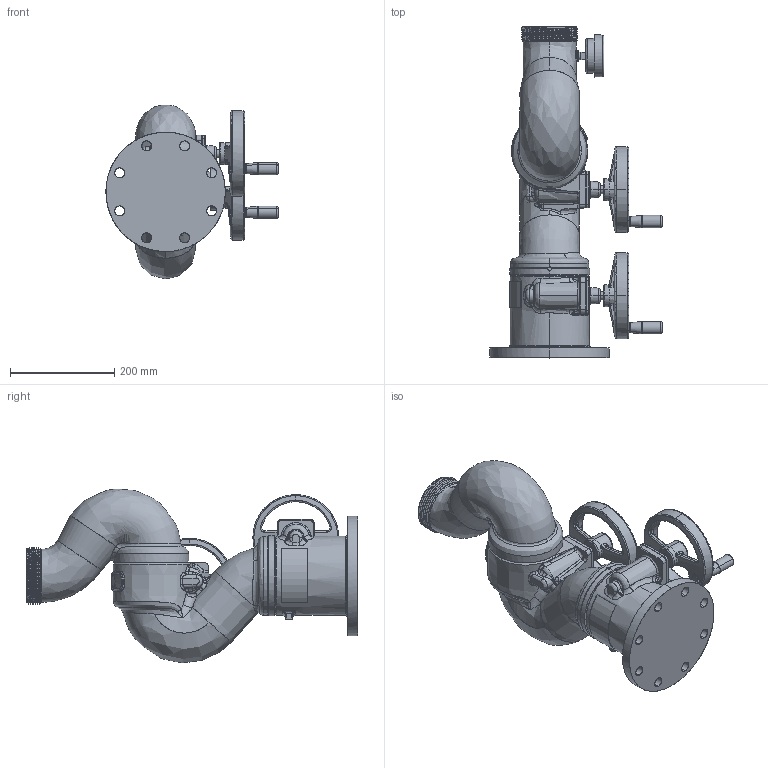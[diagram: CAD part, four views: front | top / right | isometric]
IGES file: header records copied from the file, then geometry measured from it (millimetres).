
Start section: SolidWorks IGES file using analytic representation for surfaces
Global section: file name: 8294-021_ScorpionDD.IGS; native system: SolidWorks 2010; preprocessor: SolidWorks 2010; author: Rick; date: 100726.194320; units: inch
Bounding box: 329.58 x 635.37 x 332.79 mm (x, y, z)
Surface area: 707328.8 mm2 (no closed solid volume)
Topology: 0 solids, 0 shells, 760 faces, 10912 edges, 10879 vertices
Faces by surface type: bspline 522, revolution 238
